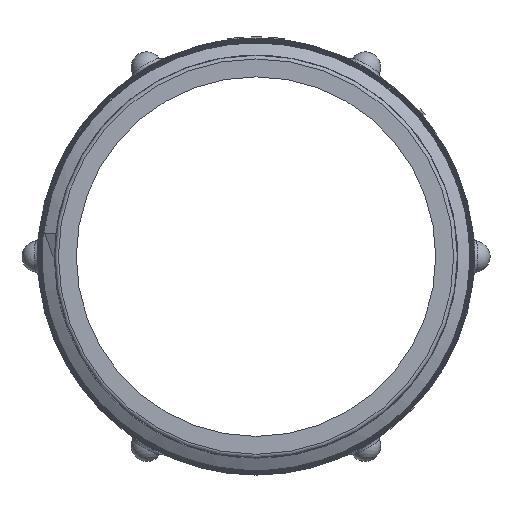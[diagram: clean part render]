
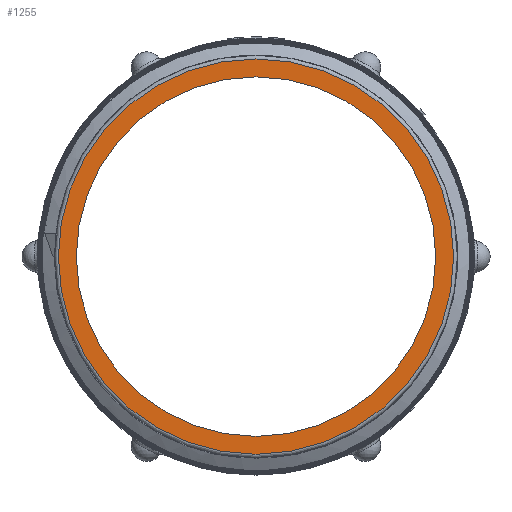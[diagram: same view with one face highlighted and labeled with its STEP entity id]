
A CAD part, left-side view. The second image highlights one B-rep face of the part: STEP entity #1255.
In plain terms, the highlighted planar face has unit normal (-1, 0, 0).
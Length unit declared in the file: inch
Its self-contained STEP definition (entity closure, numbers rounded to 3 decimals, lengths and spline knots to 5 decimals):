
#670=CARTESIAN_POINT('',(-3.0,1.58342,0.0));
#671=VERTEX_POINT('',#670);
#672=CARTESIAN_POINT('',(-3.0,0.0,0.0));
#673=DIRECTION('',(1.0,0.0,0.0));
#674=DIRECTION('',(0.0,-1.0,0.0));
#675=AXIS2_PLACEMENT_3D('',#672,#673,#674);
#676=CIRCLE('',#675,1.58342);
#677=EDGE_CURVE('',#671,#671,#676,.T.);
#1236=CARTESIAN_POINT('',(-3.0,1.52625,0.0));
#1237=DIRECTION('',(-1.0,0.0,0.0));
#1238=DIRECTION('',(0.0,0.0,1.0));
#1239=AXIS2_PLACEMENT_3D('',#1236,#1237,#1238);
#1240=PLANE('',#1239);
#1241=ORIENTED_EDGE('',*,*,#677,.F.);
#1242=EDGE_LOOP('',(#1241));
#1243=FACE_OUTER_BOUND('',#1242,.T.);
#1244=CARTESIAN_POINT('',(-3.0,1.44,0.0));
#1245=VERTEX_POINT('',#1244);
#1246=CARTESIAN_POINT('',(-3.0,0.0,0.0));
#1247=DIRECTION('',(1.0,0.0,0.0));
#1248=DIRECTION('',(0.0,1.0,0.0));
#1249=AXIS2_PLACEMENT_3D('',#1246,#1247,#1248);
#1250=CIRCLE('',#1249,1.44);
#1251=EDGE_CURVE('',#1245,#1245,#1250,.T.);
#1252=ORIENTED_EDGE('',*,*,#1251,.T.);
#1253=EDGE_LOOP('',(#1252));
#1254=FACE_BOUND('',#1253,.T.);
#1255=ADVANCED_FACE('',(#1243,#1254),#1240,.T.);
